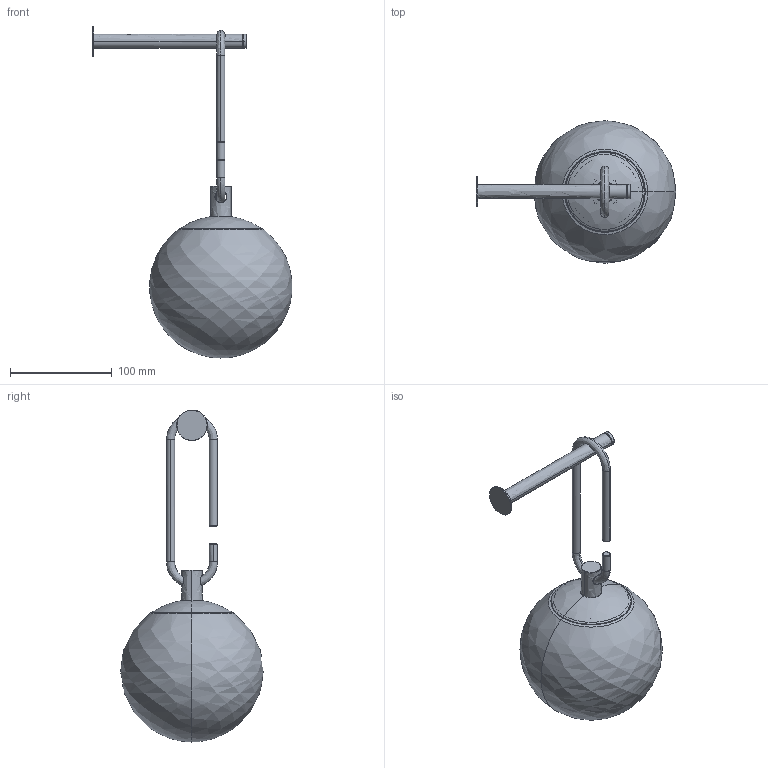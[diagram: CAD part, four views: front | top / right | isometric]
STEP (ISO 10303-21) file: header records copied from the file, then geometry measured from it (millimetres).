
FILE_DESCRIPTION(/* description */ (''),/* implementation_level */ '2;1');
FILE_NAME(/* name */ '127700_nh1217 wall',/* time_stamp */ '2018-05-28T09:19:52+02:00',/* author */ (''),/* organization */ (''),/* preprocessor_version */ 'ST-DEVELOPER v10',/* originating_system */ '',/* authorisation */ '');
FILE_SCHEMA (('AUTOMOTIVE_DESIGN'));
Length unit declared in the file: millimetre
Products named in the file (1): 1
Bounding box: 196.28 x 139.98 x 326 mm (x, y, z)
Volume: 247519.9 mm3; surface area: 142846.3 mm2
Topology: 5 solids, 5 shells, 87 faces, 202 edges, 122 vertices
Faces by surface type: bspline 75, plane 12
Entity records: 3548 total; most frequent: CARTESIAN_POINT 2389, ORIENTED_EDGE 388, EDGE_CURVE 194, VERTEX_POINT 122, EDGE_LOOP 94, ADVANCED_FACE 87, FACE_OUTER_BOUND 87, B_SPLINE_CURVE_WITH_KNOTS 64
